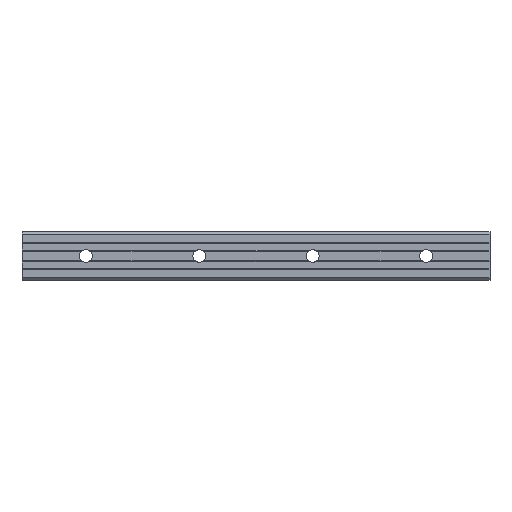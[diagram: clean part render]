
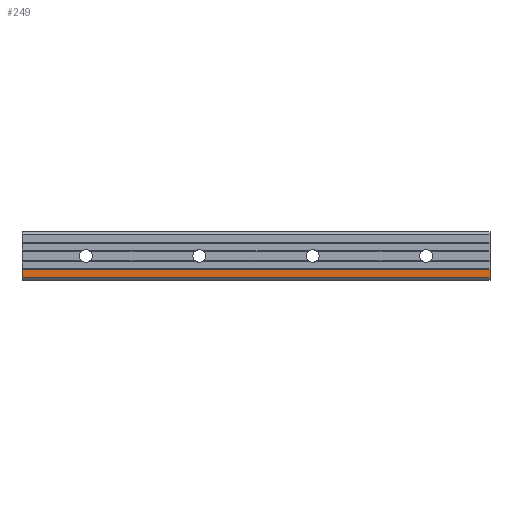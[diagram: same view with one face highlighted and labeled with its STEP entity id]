
A CAD part, front view. The second image highlights one B-rep face of the part: STEP entity #249.
In plain terms, the highlighted planar face has unit normal (0, -1, 0).
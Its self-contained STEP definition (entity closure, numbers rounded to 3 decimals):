
#81 = CARTESIAN_POINT ( 'NONE',  ( -45., 0., -9.5 ) ) ;
#160 = ORIENTED_EDGE ( 'NONE', *, *, #2460, .T. ) ;
#203 = LINE ( 'NONE', #2830, #2289 ) ;
#216 = CARTESIAN_POINT ( 'NONE',  ( 285., 0., 16.739 ) ) ;
#227 = LINE ( 'NONE', #978, #1286 ) ;
#249 = ADVANCED_FACE ( 'NONE', ( #932 ), #1909, .F. ) ;
#305 = VECTOR ( 'NONE', #694, 1000. ) ;
#318 = CARTESIAN_POINT ( 'NONE',  ( -45., 0., -15.5 ) ) ;
#378 = ORIENTED_EDGE ( 'NONE', *, *, #2271, .F. ) ;
#400 = ORIENTED_EDGE ( 'NONE', *, *, #2342, .T. ) ;
#586 = EDGE_CURVE ( 'NONE', #1393, #660, #1940, .T. ) ;
#660 = VERTEX_POINT ( 'NONE', #2212 ) ;
#694 = DIRECTION ( 'NONE',  ( 1., 0., 0. ) ) ;
#932 = FACE_OUTER_BOUND ( 'NONE', #2766, .T. ) ;
#961 = DIRECTION ( 'NONE',  ( 1., 0., 0. ) ) ;
#972 = CARTESIAN_POINT ( 'NONE',  ( 285., 0., -9.5 ) ) ;
#978 = CARTESIAN_POINT ( 'NONE',  ( 285., 0., -15.5 ) ) ;
#1056 = VERTEX_POINT ( 'NONE', #318 ) ;
#1286 = VECTOR ( 'NONE', #961, 1000. ) ;
#1380 = DIRECTION ( 'NONE',  ( 0., 0., -1. ) ) ;
#1393 = VERTEX_POINT ( 'NONE', #81 ) ;
#1399 = DIRECTION ( 'NONE',  ( 0., 0., -1. ) ) ;
#1457 = DIRECTION ( 'NONE',  ( 0., 0., 1. ) ) ;
#1472 = AXIS2_PLACEMENT_3D ( 'NONE', #972, #1473, #1457 ) ;
#1473 = DIRECTION ( 'NONE',  ( 0., 1., 0. ) ) ;
#1777 = VECTOR ( 'NONE', #1399, 1000. ) ;
#1909 = PLANE ( 'NONE',  #1472 ) ;
#1940 = LINE ( 'NONE', #2604, #305 ) ;
#2212 = CARTESIAN_POINT ( 'NONE',  ( 285., 0., -9.5 ) ) ;
#2251 = CARTESIAN_POINT ( 'NONE',  ( 285., 0., -15.5 ) ) ;
#2271 = EDGE_CURVE ( 'NONE', #660, #2767, #3041, .T. ) ;
#2289 = VECTOR ( 'NONE', #1380, 1000. ) ;
#2342 = EDGE_CURVE ( 'NONE', #1393, #1056, #203, .T. ) ;
#2460 = EDGE_CURVE ( 'NONE', #1056, #2767, #227, .T. ) ;
#2604 = CARTESIAN_POINT ( 'NONE',  ( 285., 0., -9.5 ) ) ;
#2766 = EDGE_LOOP ( 'NONE', ( #160, #378, #2823, #400 ) ) ;
#2767 = VERTEX_POINT ( 'NONE', #2251 ) ;
#2823 = ORIENTED_EDGE ( 'NONE', *, *, #586, .F. ) ;
#2830 = CARTESIAN_POINT ( 'NONE',  ( -45., 0., 16.739 ) ) ;
#3041 = LINE ( 'NONE', #216, #1777 ) ;
